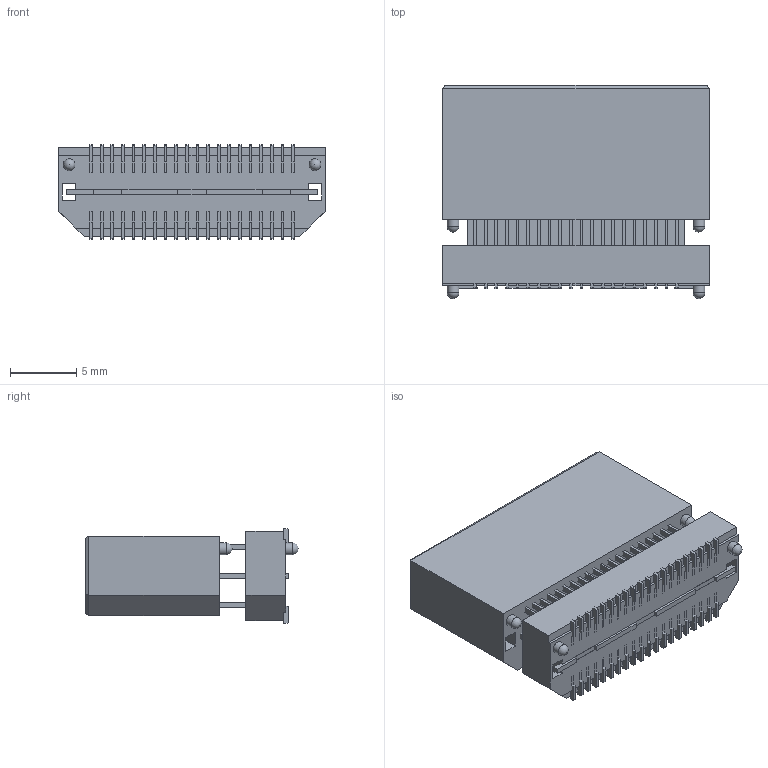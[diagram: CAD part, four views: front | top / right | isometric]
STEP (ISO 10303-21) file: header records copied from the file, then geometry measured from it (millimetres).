
FILE_DESCRIPTION( ( 'STEP AP214' ), '1' );
FILE_NAME( 'QTE-020-04-L-D-A.stp', '2021-02-03T09:54:08', ( 'License CC BY-ND 4.0' ), ( 'CADENAS' ), ' ', 'PARTsolutions', ' ' );
FILE_SCHEMA( ( 'AUTOMOTIVE_DESIGN { 1 0 10303 214 1 1 1 1 }' ) );
Length unit declared in the file: inch
Products named in the file (5): QTE-020-04-L-D-A; _QTE-020-04-L-D-At; _PT-1S60-04(020-04-D); _QTE-T-1G1-04_imp; _QTE-020-04-L-D-A_terminal_lower
Assembly tree (4 placements, depth 2):
  QTE-020-04-L-D-A
    _QTE-020-04-L-D-At
    _PT-1S60-04(020-04-D)
    _QTE-T-1G1-04_imp
    _QTE-020-04-L-D-A_terminal_lower
Bounding box: 20.02 x 16.03 x 7.14 mm (x, y, z)
Volume: 1508.1 mm3; surface area: 2922.5 mm2
Topology: 4 solids, 4 shells, 1022 faces, 3038 edges, 2024 vertices
Faces by surface type: plane 932, cylinder 86, sphere 4
Full cylindrical faces by diameter (mm): 0.889 x4
Entity records: 41850 total; most frequent: CARTESIAN_POINT 6065, ORIENTED_EDGE 6040, DIRECTION 5250, EDGE_CURVE 3020, LINE 2844, VECTOR 2844, VERTEX_POINT 2018, AXIS2_PLACEMENT_3D 1203
